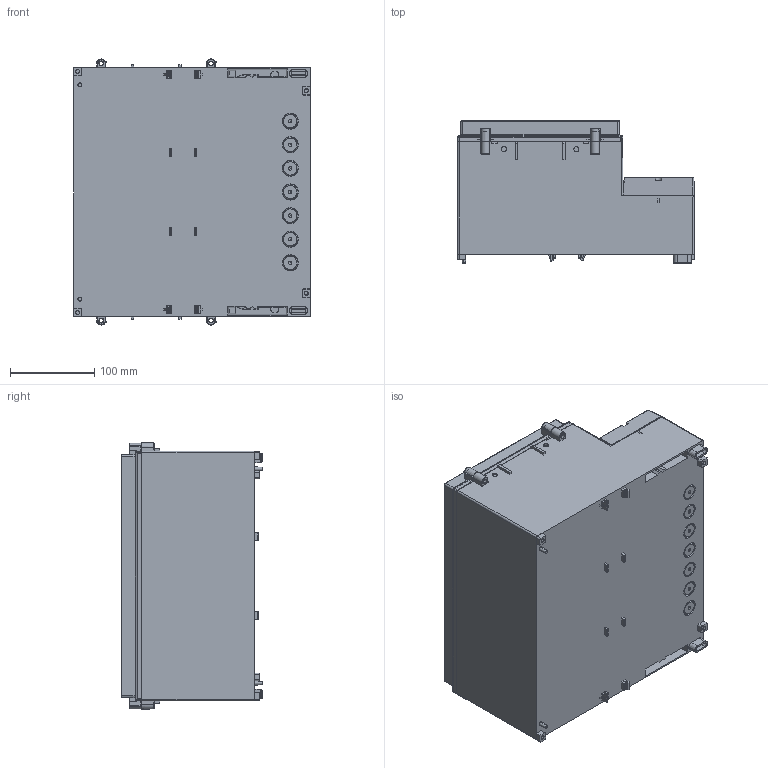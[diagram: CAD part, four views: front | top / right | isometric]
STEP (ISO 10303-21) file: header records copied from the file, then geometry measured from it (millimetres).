
FILE_DESCRIPTION (( 'STEP AP214' ), '1' );
FILE_NAME ('DC009LGNO_DC009CBUNO.STEP', '2012-04-17T03:11:41', ( 'NEF User' ), ( 'NEF User' ), 'SwSTEP 2.0', 'SolidWorks 2012', '' );
FILE_SCHEMA (( 'AUTOMOTIVE_DESIGN' ));
Products named in the file (4): DC009-灰色上蓋; DC009-透明上蓋; DC009-本體; DC009LGNO_DC009CBUNO
Assembly tree (3 placements, depth 2):
  DC009LGNO_DC009CBUNO
    DC009-本體
    DC009-透明上蓋
    DC009-灰色上蓋
Bounding box: 281 x 168 x 315.4 mm (x, y, z)
Volume: 1156895.6 mm3; surface area: 782553.9 mm2
Topology: 3 solids, 3 shells, 1663 faces, 4693 edges, 3174 vertices
Faces by surface type: plane 1012, cylinder 296, cone 278, bspline 77
Entity records: 72380 total; most frequent: CARTESIAN_POINT 33387, ORIENTED_EDGE 9352, DIRECTION 5905, EDGE_CURVE 4676, VERTEX_POINT 3174, LINE 2347, VECTOR 2347, B_SPLINE_CURVE_WITH_KNOTS 2095
